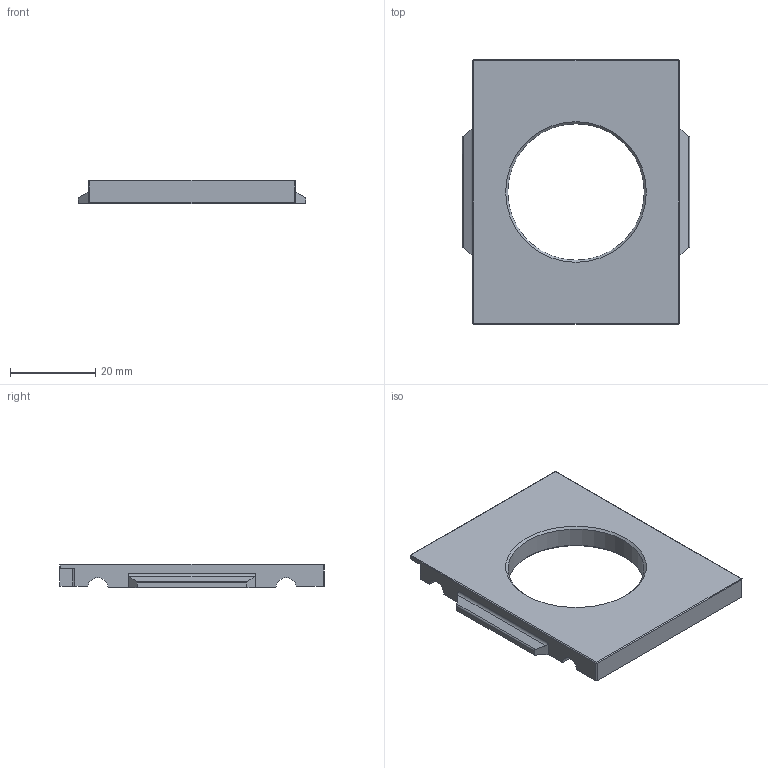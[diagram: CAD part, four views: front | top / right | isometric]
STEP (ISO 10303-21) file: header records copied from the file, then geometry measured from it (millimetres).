
FILE_DESCRIPTION(/* description */ ('STEP AP214'),/* implementation_level */ '2;1');
FILE_NAME(/* name */ '535408_MS6-AEND1',/* time_stamp */ '2024-09-10T14:20:51+02:00',/* author */ ('License CC BY-ND 4.0'),/* organization */ ('CADENAS'),/* preprocessor_version */ 'ST-DEVELOPER v19.3',/* originating_system */ 'PARTsolutions',/* authorisation */ ' ');
FILE_SCHEMA (('AUTOMOTIVE_DESIGN {1 0 10303 214 3 1 1}'));
Length unit declared in the file: millimetre
Products named in the file (2): 535408 MS6-AEND1; 535408 MS6-AEND1---(g)
Assembly tree (1 placements, depth 2):
  535408 MS6-AEND1
    535408 MS6-AEND1---(g)
Bounding box: 53.4 x 62 x 5.6 mm (x, y, z)
Volume: 11311.2 mm3; surface area: 6480.5 mm2
Topology: 1 solids, 1 shells, 41 faces, 115 edges, 76 vertices
Faces by surface type: plane 22, cylinder 17, cone 2
Full cylindrical faces by diameter (mm): 32 x1
Entity records: 1367 total; most frequent: DIRECTION 234, CARTESIAN_POINT 231, ORIENTED_EDGE 224, EDGE_CURVE 112, AXIS2_PLACEMENT_3D 79, VERTEX_POINT 76, LINE 76, VECTOR 76
